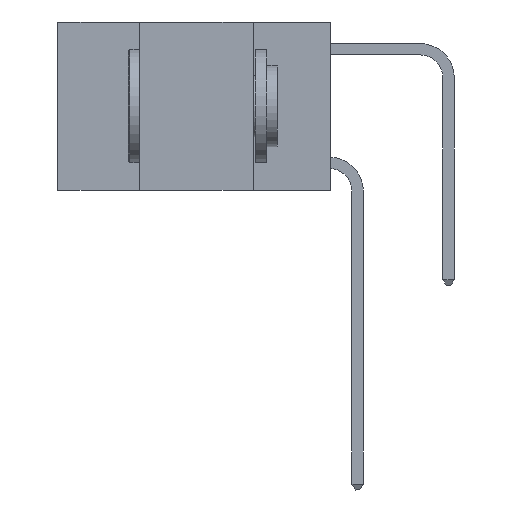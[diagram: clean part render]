
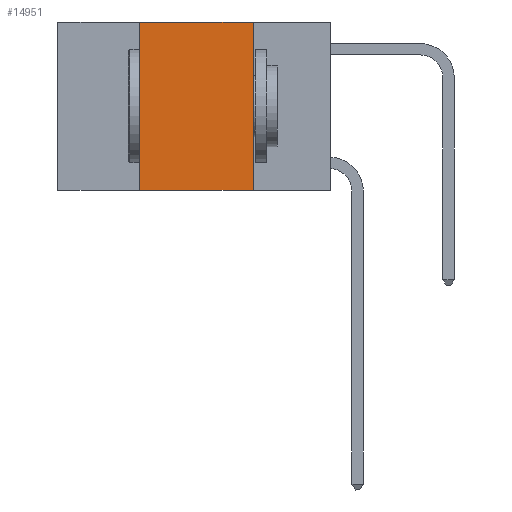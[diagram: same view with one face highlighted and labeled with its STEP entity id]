
A CAD part, left-side view. The second image highlights one B-rep face of the part: STEP entity #14951.
In plain terms, the highlighted planar face has unit normal (-1, 0, 0).
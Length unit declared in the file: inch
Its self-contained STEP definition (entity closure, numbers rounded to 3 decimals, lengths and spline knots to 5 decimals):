
#121 = CARTESIAN_POINT ( 'NONE',  ( 0., 0.6, -0.37 ) ) ;
#258 = VERTEX_POINT ( 'NONE', #1396 ) ;
#694 = VECTOR ( 'NONE', #9308, 39.37008 ) ;
#890 = VECTOR ( 'NONE', #1150, 39.37008 ) ;
#1098 = DIRECTION ( 'NONE',  ( 0., 0., -1. ) ) ;
#1150 = DIRECTION ( 'NONE',  ( 0., -1., 0. ) ) ;
#1189 = ORIENTED_EDGE ( 'NONE', *, *, #13729, .F. ) ;
#1396 = CARTESIAN_POINT ( 'NONE',  ( 0., 0.42, 0. ) ) ;
#1433 = EDGE_CURVE ( 'NONE', #10666, #258, #14082, .T. ) ;
#2022 = DIRECTION ( 'NONE',  ( 0., 0., 1. ) ) ;
#2113 = PLANE ( 'NONE',  #15232 ) ;
#2180 = CARTESIAN_POINT ( 'NONE',  ( 0., 0.6, 0. ) ) ;
#2241 = EDGE_LOOP ( 'NONE', ( #9444, #1189, #11164, #4260 ) ) ;
#2268 = CARTESIAN_POINT ( 'NONE',  ( 0., 0.6, 0. ) ) ;
#3451 = VECTOR ( 'NONE', #2022, 39.37008 ) ;
#4057 = VERTEX_POINT ( 'NONE', #10553 ) ;
#4260 = ORIENTED_EDGE ( 'NONE', *, *, #8758, .T. ) ;
#5908 = CARTESIAN_POINT ( 'NONE',  ( 0., 0.17, 0. ) ) ;
#5996 = LINE ( 'NONE', #5908, #694 ) ;
#6931 = DIRECTION ( 'NONE',  ( 0., -1., 0. ) ) ;
#7021 = DIRECTION ( 'NONE',  ( 1., 0., 0. ) ) ;
#8041 = FACE_OUTER_BOUND ( 'NONE', #2241, .T. ) ;
#8758 = EDGE_CURVE ( 'NONE', #10666, #4057, #13078, .T. ) ;
#8977 = VECTOR ( 'NONE', #6931, 39.37008 ) ;
#9048 = CARTESIAN_POINT ( 'NONE',  ( 0., 0.17, 0. ) ) ;
#9242 = LINE ( 'NONE', #2180, #8977 ) ;
#9308 = DIRECTION ( 'NONE',  ( 0., 0., -1. ) ) ;
#9444 = ORIENTED_EDGE ( 'NONE', *, *, #10742, .F. ) ;
#10553 = CARTESIAN_POINT ( 'NONE',  ( 0., 0.17, -0.37 ) ) ;
#10666 = VERTEX_POINT ( 'NONE', #14312 ) ;
#10742 = EDGE_CURVE ( 'NONE', #11384, #4057, #5996, .T. ) ;
#11164 = ORIENTED_EDGE ( 'NONE', *, *, #1433, .F. ) ;
#11384 = VERTEX_POINT ( 'NONE', #9048 ) ;
#11777 = CARTESIAN_POINT ( 'NONE',  ( 0., 0.42, 0. ) ) ;
#13078 = LINE ( 'NONE', #121, #890 ) ;
#13729 = EDGE_CURVE ( 'NONE', #258, #11384, #9242, .T. ) ;
#14082 = LINE ( 'NONE', #11777, #3451 ) ;
#14312 = CARTESIAN_POINT ( 'NONE',  ( 0., 0.42, -0.37 ) ) ;
#14951 = ADVANCED_FACE ( 'NONE', ( #8041 ), #2113, .F. ) ;
#15232 = AXIS2_PLACEMENT_3D ( 'NONE', #2268, #7021, #1098 ) ;
